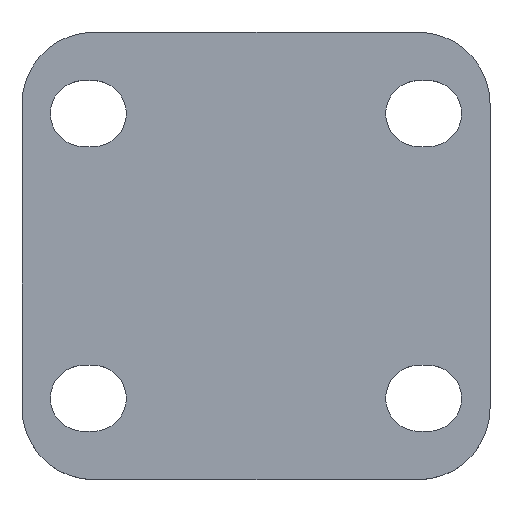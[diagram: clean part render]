
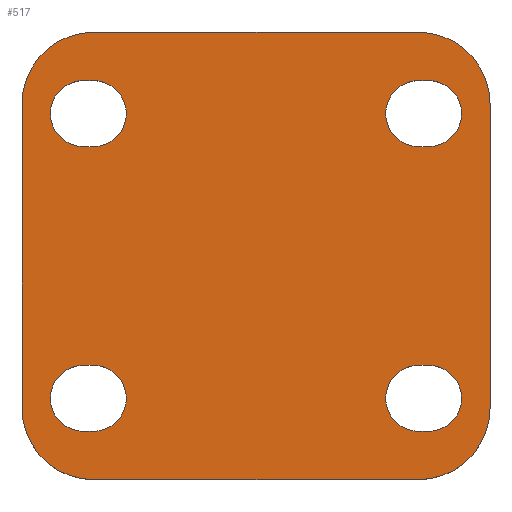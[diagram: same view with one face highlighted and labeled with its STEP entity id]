
A CAD part, top view. The second image highlights one B-rep face of the part: STEP entity #517.
In plain terms, the highlighted planar face has unit normal (0, 0, 1).
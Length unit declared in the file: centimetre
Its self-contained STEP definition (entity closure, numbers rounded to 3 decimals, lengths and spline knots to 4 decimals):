
#43=PLANE('',#563);
#51=VECTOR('',#586,1.);
#55=VECTOR('',#597,1.);
#59=VECTOR('',#608,1.);
#63=VECTOR('',#619,1.);
#67=VECTOR('',#630,1.);
#71=VECTOR('',#641,1.);
#75=VECTOR('',#652,1.);
#79=VECTOR('',#663,1.);
#84=VECTOR('',#680,1.);
#85=VECTOR('',#683,1.);
#86=VECTOR('',#686,1.);
#87=VECTOR('',#689,1.);
#99=LINE('',#722,#51);
#103=LINE('',#733,#55);
#107=LINE('',#746,#59);
#111=LINE('',#757,#63);
#115=LINE('',#770,#67);
#119=LINE('',#781,#71);
#123=LINE('',#794,#75);
#127=LINE('',#805,#79);
#132=LINE('',#827,#84);
#133=LINE('',#831,#85);
#134=LINE('',#835,#86);
#135=LINE('',#839,#87);
#146=VERTEX_POINT('',#715);
#147=VERTEX_POINT('',#717);
#149=VERTEX_POINT('',#723);
#151=VERTEX_POINT('',#729);
#154=VERTEX_POINT('',#739);
#155=VERTEX_POINT('',#741);
#157=VERTEX_POINT('',#747);
#159=VERTEX_POINT('',#753);
#162=VERTEX_POINT('',#763);
#163=VERTEX_POINT('',#765);
#165=VERTEX_POINT('',#771);
#167=VERTEX_POINT('',#777);
#170=VERTEX_POINT('',#787);
#171=VERTEX_POINT('',#789);
#173=VERTEX_POINT('',#795);
#175=VERTEX_POINT('',#801);
#184=VERTEX_POINT('',#825);
#185=VERTEX_POINT('',#826);
#186=VERTEX_POINT('',#828);
#187=VERTEX_POINT('',#830);
#188=VERTEX_POINT('',#832);
#189=VERTEX_POINT('',#834);
#190=VERTEX_POINT('',#836);
#191=VERTEX_POINT('',#838);
#193=CIRCLE('',#528,0.2578);
#195=CIRCLE('',#532,0.2578);
#197=CIRCLE('',#536,0.2578);
#199=CIRCLE('',#540,0.2578);
#201=CIRCLE('',#544,0.2578);
#203=CIRCLE('',#548,0.2578);
#205=CIRCLE('',#552,0.2578);
#207=CIRCLE('',#556,0.2578);
#212=CIRCLE('',#564,0.5588);
#213=CIRCLE('',#565,0.5588);
#214=CIRCLE('',#566,0.5588);
#215=CIRCLE('',#567,0.5588);
#218=EDGE_CURVE('',#147,#146,#193,.T.);
#221=EDGE_CURVE('',#149,#147,#99,.T.);
#224=EDGE_CURVE('',#151,#149,#195,.T.);
#227=EDGE_CURVE('',#146,#151,#103,.T.);
#230=EDGE_CURVE('',#155,#154,#197,.T.);
#233=EDGE_CURVE('',#157,#155,#107,.T.);
#236=EDGE_CURVE('',#159,#157,#199,.T.);
#239=EDGE_CURVE('',#154,#159,#111,.T.);
#242=EDGE_CURVE('',#163,#162,#201,.T.);
#245=EDGE_CURVE('',#165,#163,#115,.T.);
#248=EDGE_CURVE('',#167,#165,#203,.T.);
#251=EDGE_CURVE('',#162,#167,#119,.T.);
#254=EDGE_CURVE('',#171,#170,#205,.T.);
#257=EDGE_CURVE('',#173,#171,#123,.T.);
#260=EDGE_CURVE('',#175,#173,#207,.T.);
#263=EDGE_CURVE('',#170,#175,#127,.T.);
#272=EDGE_CURVE('',#184,#185,#212,.T.);
#273=EDGE_CURVE('',#186,#184,#132,.T.);
#274=EDGE_CURVE('',#187,#186,#213,.T.);
#275=EDGE_CURVE('',#188,#187,#133,.T.);
#276=EDGE_CURVE('',#189,#188,#214,.T.);
#277=EDGE_CURVE('',#190,#189,#134,.T.);
#278=EDGE_CURVE('',#191,#190,#215,.T.);
#279=EDGE_CURVE('',#185,#191,#135,.T.);
#376=ORIENTED_EDGE('',*,*,#272,.F.);
#377=ORIENTED_EDGE('',*,*,#273,.F.);
#378=ORIENTED_EDGE('',*,*,#274,.F.);
#379=ORIENTED_EDGE('',*,*,#275,.F.);
#380=ORIENTED_EDGE('',*,*,#276,.F.);
#381=ORIENTED_EDGE('',*,*,#277,.F.);
#382=ORIENTED_EDGE('',*,*,#278,.F.);
#383=ORIENTED_EDGE('',*,*,#279,.F.);
#384=ORIENTED_EDGE('',*,*,#260,.T.);
#385=ORIENTED_EDGE('',*,*,#257,.T.);
#386=ORIENTED_EDGE('',*,*,#254,.T.);
#387=ORIENTED_EDGE('',*,*,#263,.T.);
#388=ORIENTED_EDGE('',*,*,#248,.T.);
#389=ORIENTED_EDGE('',*,*,#245,.T.);
#390=ORIENTED_EDGE('',*,*,#242,.T.);
#391=ORIENTED_EDGE('',*,*,#251,.T.);
#392=ORIENTED_EDGE('',*,*,#236,.T.);
#393=ORIENTED_EDGE('',*,*,#233,.T.);
#394=ORIENTED_EDGE('',*,*,#230,.T.);
#395=ORIENTED_EDGE('',*,*,#239,.T.);
#396=ORIENTED_EDGE('',*,*,#224,.T.);
#397=ORIENTED_EDGE('',*,*,#221,.T.);
#398=ORIENTED_EDGE('',*,*,#218,.T.);
#399=ORIENTED_EDGE('',*,*,#227,.T.);
#453=EDGE_LOOP('',(#376,#377,#378,#379,#380,#381,#382,#383));
#454=EDGE_LOOP('',(#384,#385,#386,#387));
#455=EDGE_LOOP('',(#388,#389,#390,#391));
#456=EDGE_LOOP('',(#392,#393,#394,#395));
#457=EDGE_LOOP('',(#396,#397,#398,#399));
#487=FACE_BOUND('',#453,.T.);
#488=FACE_BOUND('',#454,.T.);
#489=FACE_BOUND('',#455,.T.);
#490=FACE_BOUND('',#456,.T.);
#491=FACE_BOUND('',#457,.T.);
#517=ADVANCED_FACE('',(#487,#488,#489,#490,#491),#43,.T.);
#528=AXIS2_PLACEMENT_3D('',#716,#581,#582);
#532=AXIS2_PLACEMENT_3D('',#728,#592,#593);
#536=AXIS2_PLACEMENT_3D('',#740,#603,#604);
#540=AXIS2_PLACEMENT_3D('',#752,#614,#615);
#544=AXIS2_PLACEMENT_3D('',#764,#625,#626);
#548=AXIS2_PLACEMENT_3D('',#776,#636,#637);
#552=AXIS2_PLACEMENT_3D('',#788,#647,#648);
#556=AXIS2_PLACEMENT_3D('',#800,#658,#659);
#563=AXIS2_PLACEMENT_3D('',#823,#677,$);
#564=AXIS2_PLACEMENT_3D('',#824,#678,#679);
#565=AXIS2_PLACEMENT_3D('',#829,#681,#682);
#566=AXIS2_PLACEMENT_3D('',#833,#684,#685);
#567=AXIS2_PLACEMENT_3D('',#837,#687,#688);
#581=DIRECTION('',(0.,0.,-1.));
#582=DIRECTION('',(0.258,0.,0.));
#586=DIRECTION('',(1.,0.,0.));
#592=DIRECTION('',(0.,0.,-1.));
#593=DIRECTION('',(0.258,0.,0.));
#597=DIRECTION('',(-1.,0.,0.));
#603=DIRECTION('',(0.,0.,-1.));
#604=DIRECTION('',(0.258,0.,0.));
#608=DIRECTION('',(1.,0.,0.));
#614=DIRECTION('',(0.,0.,-1.));
#615=DIRECTION('',(0.258,0.,0.));
#619=DIRECTION('',(-1.,0.,0.));
#625=DIRECTION('',(0.,0.,-1.));
#626=DIRECTION('',(0.258,0.,0.));
#630=DIRECTION('',(1.,0.,0.));
#636=DIRECTION('',(0.,0.,-1.));
#637=DIRECTION('',(0.258,0.,0.));
#641=DIRECTION('',(-1.,0.,0.));
#647=DIRECTION('',(0.,0.,-1.));
#648=DIRECTION('',(0.258,0.,0.));
#652=DIRECTION('',(1.,0.,0.));
#658=DIRECTION('',(0.,0.,-1.));
#659=DIRECTION('',(0.258,0.,0.));
#663=DIRECTION('',(-1.,0.,0.));
#677=DIRECTION('',(0.,0.,1.));
#678=DIRECTION('',(0.,0.,-1.));
#679=DIRECTION('',(-0.395,0.395,0.));
#680=DIRECTION('',(0.,1.,0.));
#681=DIRECTION('',(0.,0.,-1.));
#682=DIRECTION('',(-0.395,-0.395,0.));
#683=DIRECTION('',(-1.,0.,0.));
#684=DIRECTION('',(0.,0.,-1.));
#685=DIRECTION('',(0.395,-0.395,0.));
#686=DIRECTION('',(0.,-1.,0.));
#687=DIRECTION('',(0.,0.,-1.));
#688=DIRECTION('',(0.395,0.395,0.));
#689=DIRECTION('',(1.,0.,0.));
#715=CARTESIAN_POINT('',(-1.1846,-1.3689,0.2));
#716=CARTESIAN_POINT('',(-1.1846,-1.1111,0.2));
#717=CARTESIAN_POINT('',(-1.1846,-0.8532,0.2));
#722=CARTESIAN_POINT('',(-0.5686,-0.8532,0.2));
#723=CARTESIAN_POINT('',(-1.2608,-0.8532,0.2));
#728=CARTESIAN_POINT('',(-1.2608,-1.1111,0.2));
#729=CARTESIAN_POINT('',(-1.2608,-1.3689,0.2));
#733=CARTESIAN_POINT('',(-0.5686,-1.3689,0.2));
#739=CARTESIAN_POINT('',(1.4316,-1.3689,0.2));
#740=CARTESIAN_POINT('',(1.4316,-1.1111,0.2));
#741=CARTESIAN_POINT('',(1.4316,-0.8532,0.2));
#746=CARTESIAN_POINT('',(0.7394,-0.8532,0.2));
#747=CARTESIAN_POINT('',(1.3554,-0.8532,0.2));
#752=CARTESIAN_POINT('',(1.3554,-1.1111,0.2));
#753=CARTESIAN_POINT('',(1.3554,-1.3689,0.2));
#757=CARTESIAN_POINT('',(0.7394,-1.3689,0.2));
#763=CARTESIAN_POINT('',(-1.1846,0.8533,0.2));
#764=CARTESIAN_POINT('',(-1.1846,1.1111,0.2));
#765=CARTESIAN_POINT('',(-1.1846,1.3689,0.2));
#770=CARTESIAN_POINT('',(-0.5686,1.3689,0.2));
#771=CARTESIAN_POINT('',(-1.2608,1.3689,0.2));
#776=CARTESIAN_POINT('',(-1.2608,1.1111,0.2));
#777=CARTESIAN_POINT('',(-1.2608,0.8533,0.2));
#781=CARTESIAN_POINT('',(-0.5686,0.8533,0.2));
#787=CARTESIAN_POINT('',(1.4316,0.8533,0.2));
#788=CARTESIAN_POINT('',(1.4316,1.1111,0.2));
#789=CARTESIAN_POINT('',(1.4316,1.3689,0.2));
#794=CARTESIAN_POINT('',(0.7394,1.3689,0.2));
#795=CARTESIAN_POINT('',(1.3554,1.3689,0.2));
#800=CARTESIAN_POINT('',(1.3554,1.1111,0.2));
#801=CARTESIAN_POINT('',(1.3554,0.8533,0.2));
#805=CARTESIAN_POINT('',(0.7394,0.8533,0.2));
#823=CARTESIAN_POINT('',(0.0854,0.,0.2));
#824=CARTESIAN_POINT('',(-1.1821,1.1873,0.2));
#825=CARTESIAN_POINT('',(-1.7409,1.1873,0.2));
#826=CARTESIAN_POINT('',(-1.1821,1.7461,0.2));
#827=CARTESIAN_POINT('',(-1.7409,1.7461,0.2));
#828=CARTESIAN_POINT('',(-1.7409,-1.1873,0.2));
#829=CARTESIAN_POINT('',(-1.1821,-1.1873,0.2));
#830=CARTESIAN_POINT('',(-1.1821,-1.7461,0.2));
#831=CARTESIAN_POINT('',(-1.7409,-1.7461,0.2));
#832=CARTESIAN_POINT('',(1.3529,-1.7461,0.2));
#833=CARTESIAN_POINT('',(1.3529,-1.1873,0.2));
#834=CARTESIAN_POINT('',(1.9117,-1.1873,0.2));
#835=CARTESIAN_POINT('',(1.9117,-1.7461,0.2));
#836=CARTESIAN_POINT('',(1.9117,1.1873,0.2));
#837=CARTESIAN_POINT('',(1.3529,1.1873,0.2));
#838=CARTESIAN_POINT('',(1.3529,1.7461,0.2));
#839=CARTESIAN_POINT('',(1.9117,1.7461,0.2));
